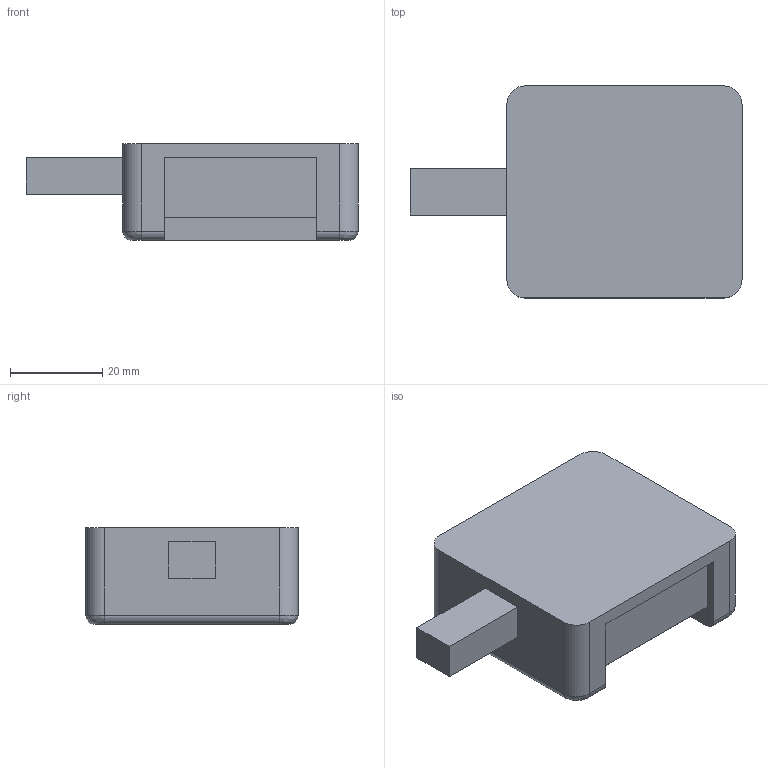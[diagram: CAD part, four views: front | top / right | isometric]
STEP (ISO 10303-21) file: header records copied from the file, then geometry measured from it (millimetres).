
FILE_DESCRIPTION(/* description */ (''),/* implementation_level */ '2;1');
FILE_NAME(/* name */ 'PhidgetBridge.stp',/* time_stamp */ '2023-04-24T17:52:49+02:00',/* author */ ('Christian'),/* organization */ (''),/* preprocessor_version */ 'ST-DEVELOPER v18.1',/* originating_system */ 'Autodesk Inventor 2022',/* authorisation */ '');
FILE_SCHEMA (('AUTOMOTIVE_DESIGN { 1 0 10303 214 3 1 1 }'));
Length unit declared in the file: millimetre
Products named in the file (1): PhidgetBridge
Bounding box: 72 x 46 x 21 mm (x, y, z)
Volume: 46527.4 mm3; surface area: 9485.2 mm2
Topology: 1 solids, 1 shells, 38 faces, 96 edges, 61 vertices
Faces by surface type: plane 24, cylinder 10, bspline 4
Entity records: 1191 total; most frequent: CARTESIAN_POINT 228, ORIENTED_EDGE 192, DIRECTION 190, EDGE_CURVE 96, LINE 72, VECTOR 72, VERTEX_POINT 61, AXIS2_PLACEMENT_3D 59
